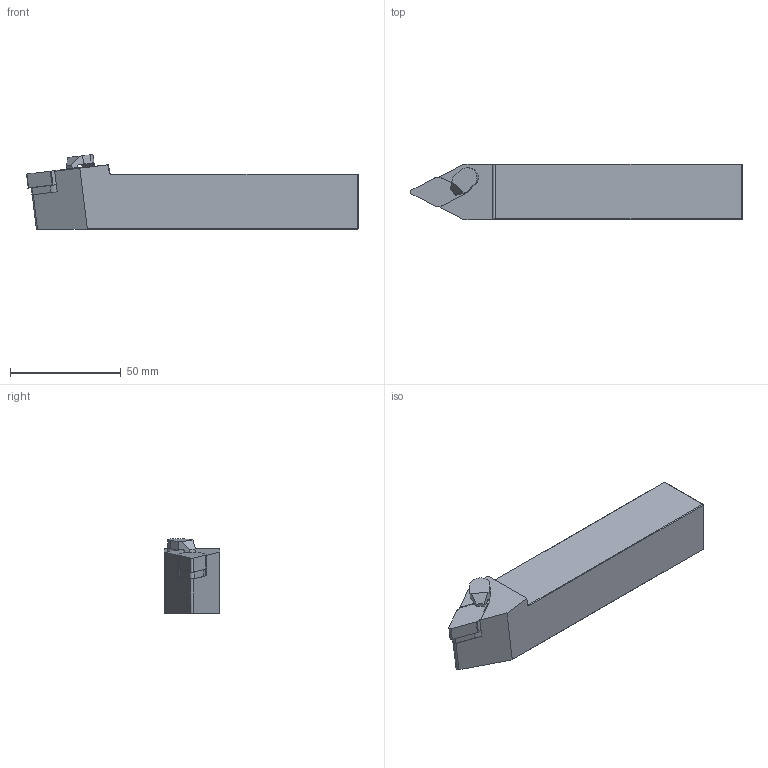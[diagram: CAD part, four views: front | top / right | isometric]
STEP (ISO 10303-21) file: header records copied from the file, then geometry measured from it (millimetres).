
FILE_DESCRIPTION(/* description */ (''),/* implementation_level */ '2;1');
FILE_NAME(/* name */ 'PDNNN-2525-M15C.stp',/* time_stamp */ '2023-09-29T10:18:16+03:00',/* author */ (''),/* organization */ (''),/* preprocessor_version */ 'ST-DEVELOPER v19.4',/* originating_system */ 'SIEMENS PLM Software NX2306.3001',/* authorisation */ '');
FILE_SCHEMA (('AUTOMOTIVE_DESIGN { 1 0 10303 214 3 1 1 1 }'));
Length unit declared in the file: millimetre
Products named in the file (1): PDNNN-2525-M15C
Bounding box: 150 x 25 x 33.86 mm (x, y, z)
Volume: 87171.8 mm3; surface area: 16268.9 mm2
Topology: 2 solids, 2 shells, 69 faces, 174 edges, 110 vertices
Faces by surface type: plane 51, cylinder 16, cone 2
Entity records: 2085 total; most frequent: CARTESIAN_POINT 372, DIRECTION 350, ORIENTED_EDGE 348, EDGE_CURVE 174, LINE 134, VECTOR 134, VERTEX_POINT 110, AXIS2_PLACEMENT_3D 108
